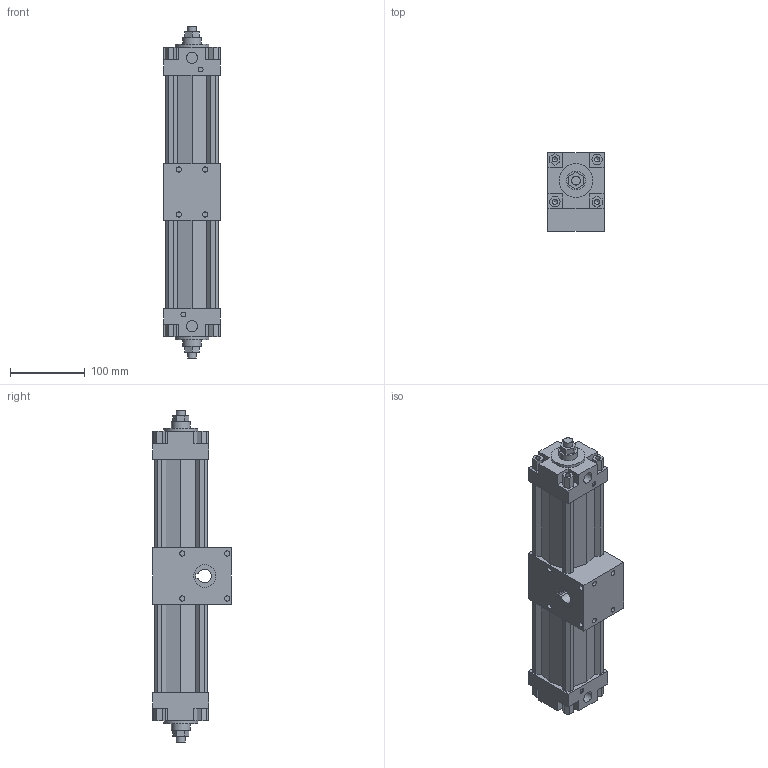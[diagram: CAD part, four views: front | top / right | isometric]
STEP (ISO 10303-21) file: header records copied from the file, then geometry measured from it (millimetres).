
FILE_DESCRIPTION(/* description */ ('CIL.ROTANTE d.63 180Gr. MAGN. '),/* implementation_level */ '2;1');
FILE_NAME(/* name */ '1330_63_180_01R.stp',/* time_stamp */ '2017-01-31T08:25:40+01:00',/* author */ ('maniean1'),/* organization */ ('Pneumax S.p.A.'),/* preprocessor_version */ 'ST-DEVELOPER v15.2',/* originating_system */ 'Autodesk Inventor 2014',/* authorisation */ '');
FILE_SCHEMA (('AUTOMOTIVE_DESIGN { 1 0 10303 214 3 1 1 }'));
Length unit declared in the file: millimetre
Products named in the file (1): 1330_63_180_01R
Bounding box: 75 x 105 x 443 mm (x, y, z)
Volume: 2003844.6 mm3; surface area: 162853.6 mm2
Topology: 1 solids, 1 shells, 236 faces, 580 edges, 384 vertices
Faces by surface type: plane 195, cylinder 33, cone 8
Full cylindrical faces by diameter (mm): 6.5 x2, 6.75 x8, 6.9 x12, 12 x2, 15.2 x2, 25 x2, 30 x2, 45 x2
Entity records: 6719 total; most frequent: CARTESIAN_POINT 1145, DIRECTION 1072, ORIENTED_EDGE 1064, EDGE_CURVE 532, LINE 466, VECTOR 466, VERTEX_POINT 376, EDGE_LOOP 316
